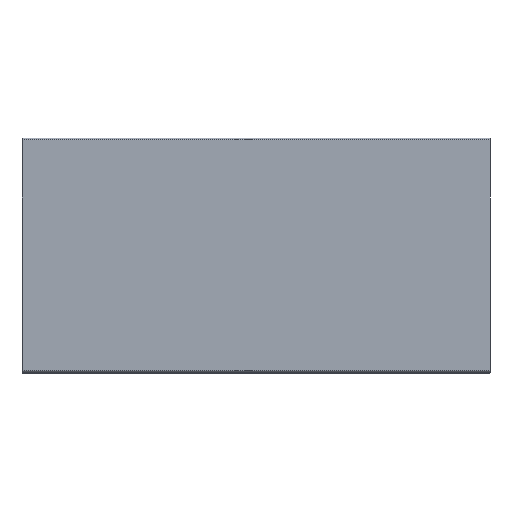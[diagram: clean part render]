
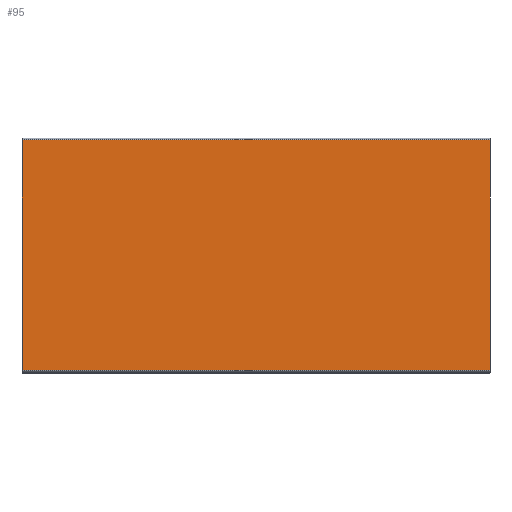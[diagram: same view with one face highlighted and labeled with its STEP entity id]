
A CAD part, left-side view. The second image highlights one B-rep face of the part: STEP entity #95.
In plain terms, the highlighted planar face has unit normal (-1, 0, 0).
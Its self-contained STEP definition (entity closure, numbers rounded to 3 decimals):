
#95 = ADVANCED_FACE( '', ( #199 ), #200, .T. );
#199 = FACE_OUTER_BOUND( '', #308, .T. );
#200 = PLANE( '', #309 );
#308 = EDGE_LOOP( '', ( #524, #525, #526, #527 ) );
#309 = AXIS2_PLACEMENT_3D( '', #528, #529, #530 );
#524 = ORIENTED_EDGE( '', *, *, #723, .F. );
#525 = ORIENTED_EDGE( '', *, *, #739, .F. );
#526 = ORIENTED_EDGE( '', *, *, #740, .T. );
#527 = ORIENTED_EDGE( '', *, *, #735, .T. );
#528 = CARTESIAN_POINT( '', ( -5., -25., -12.3 ) );
#529 = DIRECTION( '', ( -1., 0., 0. ) );
#530 = DIRECTION( '', ( 0., 0., 1. ) );
#723 = EDGE_CURVE( '', #882, #884, #885, .T. );
#735 = EDGE_CURVE( '', #902, #884, #903, .T. );
#739 = EDGE_CURVE( '', #908, #882, #909, .T. );
#740 = EDGE_CURVE( '', #908, #902, #910, .T. );
#882 = VERTEX_POINT( '', #1095 );
#884 = VERTEX_POINT( '', #1097 );
#885 = LINE( '', #1098, #1099 );
#902 = VERTEX_POINT( '', #1122 );
#903 = LINE( '', #1123, #1124 );
#908 = VERTEX_POINT( '', #1130 );
#909 = LINE( '', #1131, #1132 );
#910 = LINE( '', #1133, #1134 );
#1095 = CARTESIAN_POINT( '', ( -5., 25., -12.3 ) );
#1097 = CARTESIAN_POINT( '', ( -5., 25., 12.3 ) );
#1098 = CARTESIAN_POINT( '', ( -5., 25., -12.3 ) );
#1099 = VECTOR( '', #1262, 1000. );
#1122 = CARTESIAN_POINT( '', ( -5., -25., 12.3 ) );
#1123 = CARTESIAN_POINT( '', ( -5., -25., 12.3 ) );
#1124 = VECTOR( '', #1275, 1000. );
#1130 = CARTESIAN_POINT( '', ( -5., -25., -12.3 ) );
#1131 = CARTESIAN_POINT( '', ( -5., -25., -12.3 ) );
#1132 = VECTOR( '', #1280, 1000. );
#1133 = CARTESIAN_POINT( '', ( -5., -25., -12.3 ) );
#1134 = VECTOR( '', #1281, 1000. );
#1262 = DIRECTION( '', ( 0., 0., 1. ) );
#1275 = DIRECTION( '', ( 0., 1., 0. ) );
#1280 = DIRECTION( '', ( 0., 1., 0. ) );
#1281 = DIRECTION( '', ( 0., 0., 1. ) );
